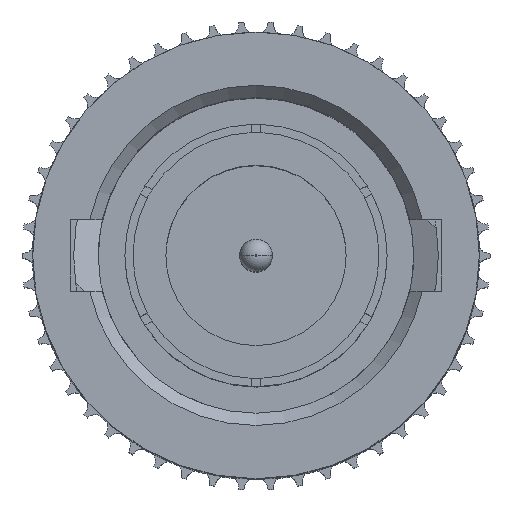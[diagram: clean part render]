
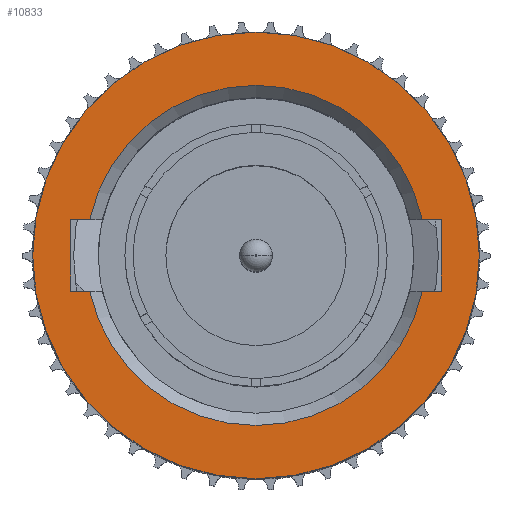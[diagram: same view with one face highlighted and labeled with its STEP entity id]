
A CAD part, top view. The second image highlights one B-rep face of the part: STEP entity #10833.
In plain terms, the highlighted planar face has unit normal (0, 0, 1).
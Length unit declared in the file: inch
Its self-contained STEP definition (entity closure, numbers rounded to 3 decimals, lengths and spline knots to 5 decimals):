
#406 = DIRECTION ( 'NONE',  ( 0., 0., -1. ) ) ;
#796 = LINE ( 'NONE', #6680, #5328 ) ;
#799 = DIRECTION ( 'NONE',  ( 1., 0., 0. ) ) ;
#985 = CARTESIAN_POINT ( 'NONE',  ( 0.22627, 0.04356, 0.428 ) ) ;
#1045 = EDGE_CURVE ( 'NONE', #3628, #5783, #8372, .T. ) ;
#1292 = DIRECTION ( 'NONE',  ( 1., 0., 0. ) ) ;
#1427 = CARTESIAN_POINT ( 'NONE',  ( -0.22627, 0.04356, 0.428 ) ) ;
#2471 = ORIENTED_EDGE ( 'NONE', *, *, #14514, .F. ) ;
#2564 = DIRECTION ( 'NONE',  ( 0., -1., 0. ) ) ;
#2797 = CARTESIAN_POINT ( 'NONE',  ( 0., 0., 0.428 ) ) ;
#3025 = DIRECTION ( 'NONE',  ( 1., 0., 0. ) ) ;
#3038 = AXIS2_PLACEMENT_3D ( 'NONE', #8162, #6958, #11344 ) ;
#3310 = AXIS2_PLACEMENT_3D ( 'NONE', #15534, #11793, #9346 ) ;
#3320 = ORIENTED_EDGE ( 'NONE', *, *, #12667, .F. ) ;
#3503 = CARTESIAN_POINT ( 'NONE',  ( -0.22627, 0.04356, 0.428 ) ) ;
#3556 = EDGE_LOOP ( 'NONE', ( #6861, #13155 ) ) ;
#3628 = VERTEX_POINT ( 'NONE', #12809 ) ;
#3747 = CARTESIAN_POINT ( 'NONE',  ( 0.2725, 0., 0.428 ) ) ;
#4138 = LINE ( 'NONE', #6831, #5617 ) ;
#4215 = DIRECTION ( 'NONE',  ( 0., 0., 1. ) ) ;
#4430 = VERTEX_POINT ( 'NONE', #6042 ) ;
#5089 = CARTESIAN_POINT ( 'NONE',  ( 0., 0., 0.428 ) ) ;
#5328 = VECTOR ( 'NONE', #5647, 39.37008 ) ;
#5617 = VECTOR ( 'NONE', #799, 39.37008 ) ;
#5647 = DIRECTION ( 'NONE',  ( -1., 0., 0. ) ) ;
#5702 = CIRCLE ( 'NONE', #12539, 0.2075 ) ;
#5783 = VERTEX_POINT ( 'NONE', #11789 ) ;
#5814 = ORIENTED_EDGE ( 'NONE', *, *, #10170, .T. ) ;
#5868 = AXIS2_PLACEMENT_3D ( 'NONE', #7967, #4215, #12706 ) ;
#5898 = VERTEX_POINT ( 'NONE', #13299 ) ;
#6042 = CARTESIAN_POINT ( 'NONE',  ( -0.22627, 0.04356, 0.428 ) ) ;
#6052 = DIRECTION ( 'NONE',  ( 1., 0., 0. ) ) ;
#6246 = CIRCLE ( 'NONE', #7518, 0.2075 ) ;
#6280 = DIRECTION ( 'NONE',  ( -1., 0., 0. ) ) ;
#6400 = ORIENTED_EDGE ( 'NONE', *, *, #14036, .F. ) ;
#6634 = VERTEX_POINT ( 'NONE', #13985 ) ;
#6680 = CARTESIAN_POINT ( 'NONE',  ( -0.22627, 0.04356, 0.428 ) ) ;
#6742 = VERTEX_POINT ( 'NONE', #9615 ) ;
#6831 = CARTESIAN_POINT ( 'NONE',  ( -0.22627, -0.04356, 0.428 ) ) ;
#6861 = ORIENTED_EDGE ( 'NONE', *, *, #12578, .T. ) ;
#6958 = DIRECTION ( 'NONE',  ( 0., 0., 1. ) ) ;
#7138 = ORIENTED_EDGE ( 'NONE', *, *, #11484, .F. ) ;
#7518 = AXIS2_PLACEMENT_3D ( 'NONE', #5089, #11033, #6052 ) ;
#7666 = EDGE_CURVE ( 'NONE', #4430, #11644, #13423, .T. ) ;
#7967 = CARTESIAN_POINT ( 'NONE',  ( 0., 0., 0.428 ) ) ;
#8162 = CARTESIAN_POINT ( 'NONE',  ( 0., 0., 0.428 ) ) ;
#8304 = DIRECTION ( 'NONE',  ( 0., 1., 0. ) ) ;
#8372 = LINE ( 'NONE', #9714, #12329 ) ;
#8399 = PLANE ( 'NONE',  #3310 ) ;
#9197 = EDGE_CURVE ( 'NONE', #14390, #5898, #5702, .T. ) ;
#9346 = DIRECTION ( 'NONE',  ( 1., 0., 0. ) ) ;
#9615 = CARTESIAN_POINT ( 'NONE',  ( 0.22627, 0.04356, 0.428 ) ) ;
#9714 = CARTESIAN_POINT ( 'NONE',  ( -0.22627, -0.04356, 0.428 ) ) ;
#9721 = LINE ( 'NONE', #985, #13411 ) ;
#9942 = FACE_BOUND ( 'NONE', #15481, .T. ) ;
#10170 = EDGE_CURVE ( 'NONE', #3628, #6634, #6246, .T. ) ;
#10556 = VERTEX_POINT ( 'NONE', #10606 ) ;
#10606 = CARTESIAN_POINT ( 'NONE',  ( -0.2725, 0., 0.428 ) ) ;
#10833 = ADVANCED_FACE ( 'NONE', ( #9942, #13804 ), #8399, .T. ) ;
#10867 = VECTOR ( 'NONE', #6280, 39.37008 ) ;
#11033 = DIRECTION ( 'NONE',  ( 0., 0., -1. ) ) ;
#11263 = LINE ( 'NONE', #1427, #10867 ) ;
#11344 = DIRECTION ( 'NONE',  ( 1., 0., 0. ) ) ;
#11423 = VECTOR ( 'NONE', #2564, 39.37008 ) ;
#11484 = EDGE_CURVE ( 'NONE', #6742, #5898, #796, .T. ) ;
#11644 = VERTEX_POINT ( 'NONE', #15473 ) ;
#11789 = CARTESIAN_POINT ( 'NONE',  ( 0.22627, -0.04356, 0.428 ) ) ;
#11793 = DIRECTION ( 'NONE',  ( 0., 0., 1. ) ) ;
#11919 = CIRCLE ( 'NONE', #3038, 0.2725 ) ;
#12329 = VECTOR ( 'NONE', #1292, 39.37008 ) ;
#12539 = AXIS2_PLACEMENT_3D ( 'NONE', #2797, #406, #3025 ) ;
#12543 = VERTEX_POINT ( 'NONE', #3747 ) ;
#12550 = ORIENTED_EDGE ( 'NONE', *, *, #9197, .T. ) ;
#12578 = EDGE_CURVE ( 'NONE', #10556, #12543, #12697, .T. ) ;
#12667 = EDGE_CURVE ( 'NONE', #11644, #6634, #4138, .T. ) ;
#12697 = CIRCLE ( 'NONE', #5868, 0.2725 ) ;
#12706 = DIRECTION ( 'NONE',  ( 1., 0., 0. ) ) ;
#12809 = CARTESIAN_POINT ( 'NONE',  ( 0.20288, -0.04356, 0.428 ) ) ;
#12890 = CARTESIAN_POINT ( 'NONE',  ( -0.20288, 0.04356, 0.428 ) ) ;
#13155 = ORIENTED_EDGE ( 'NONE', *, *, #15137, .T. ) ;
#13272 = ORIENTED_EDGE ( 'NONE', *, *, #1045, .F. ) ;
#13299 = CARTESIAN_POINT ( 'NONE',  ( 0.20288, 0.04356, 0.428 ) ) ;
#13411 = VECTOR ( 'NONE', #8304, 39.37008 ) ;
#13423 = LINE ( 'NONE', #3503, #11423 ) ;
#13804 = FACE_OUTER_BOUND ( 'NONE', #3556, .T. ) ;
#13985 = CARTESIAN_POINT ( 'NONE',  ( -0.20288, -0.04356, 0.428 ) ) ;
#14036 = EDGE_CURVE ( 'NONE', #14390, #4430, #11263, .T. ) ;
#14390 = VERTEX_POINT ( 'NONE', #12890 ) ;
#14514 = EDGE_CURVE ( 'NONE', #5783, #6742, #9721, .T. ) ;
#14543 = ORIENTED_EDGE ( 'NONE', *, *, #7666, .F. ) ;
#15137 = EDGE_CURVE ( 'NONE', #12543, #10556, #11919, .T. ) ;
#15473 = CARTESIAN_POINT ( 'NONE',  ( -0.22627, -0.04356, 0.428 ) ) ;
#15481 = EDGE_LOOP ( 'NONE', ( #6400, #12550, #7138, #2471, #13272, #5814, #3320, #14543 ) ) ;
#15534 = CARTESIAN_POINT ( 'NONE',  ( 0., 0., 0.428 ) ) ;
